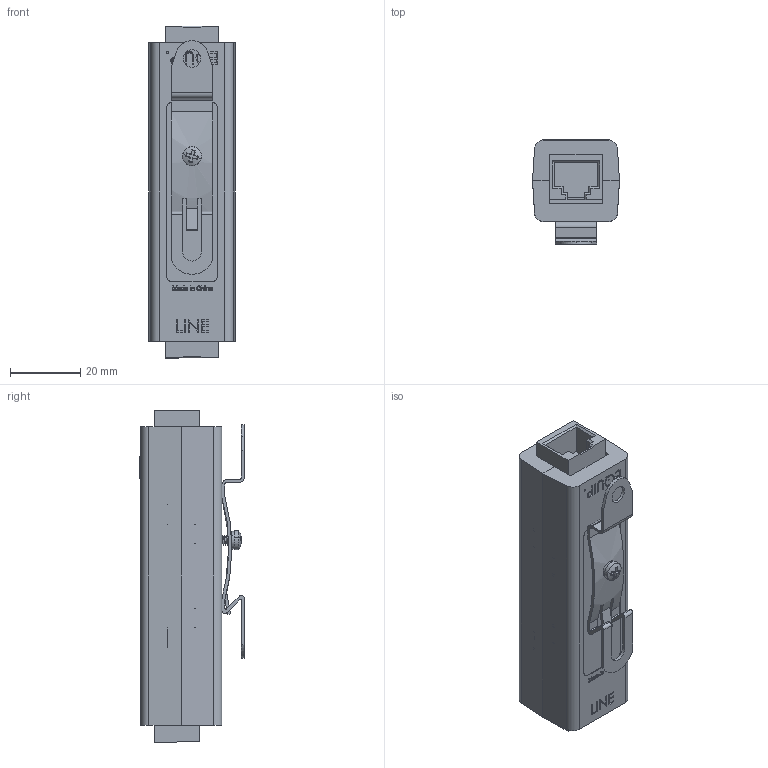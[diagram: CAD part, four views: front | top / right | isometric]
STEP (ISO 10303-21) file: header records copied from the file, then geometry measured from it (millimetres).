
FILE_DESCRIPTION (( 'STEP AP214' ), '1' );
FILE_NAME ('1101-911-1-E.STEP', '2019-01-17T17:34:17', ( '' ), ( '' ), 'SwSTEP 2.0', 'SolidWorks 2018', '' );
FILE_SCHEMA (( 'AUTOMOTIVE_DESIGN' ));
Length unit declared in the file: inch
Products named in the file (23): 5320-003; 2003-2472-1; 3800-224-1; 2500-286; 2003-2425; 1101-911-1-E; 2103-108; 2102-242; 2107-243; 2250-886; 2200-486
Assembly tree (13 placements, depth 3):
  2003-2472-1
  2500-286
  2003-2425
  1101-911-1-E
    2003-2425
    5320-003  x2
    2250-886
      2200-486
      2500-286  x2
      2107-243
    2003-2472-1
    2103-108
    2102-242
    3800-224-1
  1101-911-1-E
    2102-242
Bounding box: 24.65 x 29.71 x 94.23 mm (x, y, z)
Volume: 23537.9 mm3; surface area: 28594.7 mm2
Topology: 11 solids, 11 shells, 2216 faces, 5893 edges, 3901 vertices
Faces by surface type: plane 1469, bspline 500, cylinder 210, cone 20, torus 15, sphere 2
Entity records: 90835 total; most frequent: CARTESIAN_POINT 33814, ORIENTED_EDGE 9330, DIRECTION 7025, EDGE_CURVE 4665, VECTOR 3441, LINE 3441, VERTEX_POINT 3091, EDGE_LOOP 2002
